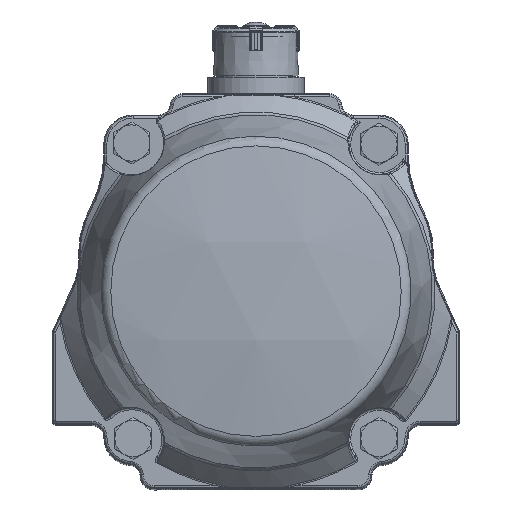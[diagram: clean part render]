
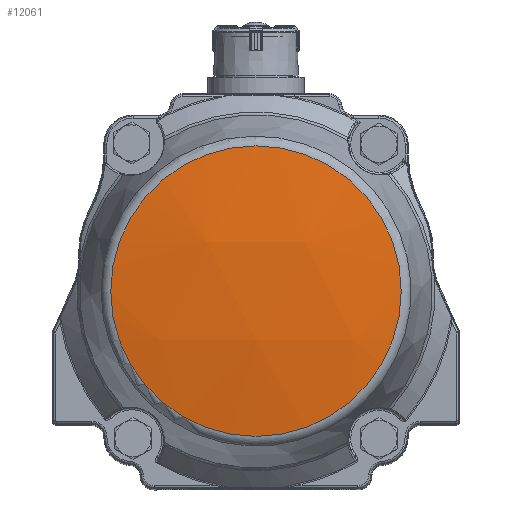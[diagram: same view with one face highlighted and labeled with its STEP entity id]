
A CAD part, top view. The second image highlights one B-rep face of the part: STEP entity #12061.
In plain terms, the highlighted spherical face has radius 420 mm.
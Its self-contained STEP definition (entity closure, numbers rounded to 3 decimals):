
#1012=SPHERICAL_SURFACE('',#13299,420.);
#3827=ORIENTED_EDGE('',*,*,#6777,.F.);
#6777=EDGE_CURVE('',#8371,#8371,#9257,.T.);
#8371=VERTEX_POINT('',#22219);
#9257=CIRCLE('',#13300,72.053);
#10111=EDGE_LOOP('',(#3827));
#11095=FACE_BOUND('',#10111,.T.);
#12061=ADVANCED_FACE('',(#11095),#1012,.T.);
#13299=AXIS2_PLACEMENT_3D('',#22217,#15668,#15669);
#13300=AXIS2_PLACEMENT_3D('',#22218,#15670,#15671);
#15668=DIRECTION('',(0.,1.,0.));
#15669=DIRECTION('',(1.,0.,0.));
#15670=DIRECTION('',(0.,0.,-1.));
#15671=DIRECTION('',(-1.,0.,0.));
#22217=CARTESIAN_POINT('',(0.,0.,-188.45));
#22218=CARTESIAN_POINT('',(0.,0.,225.323));
#22219=CARTESIAN_POINT('',(-72.053,0.,225.323));
